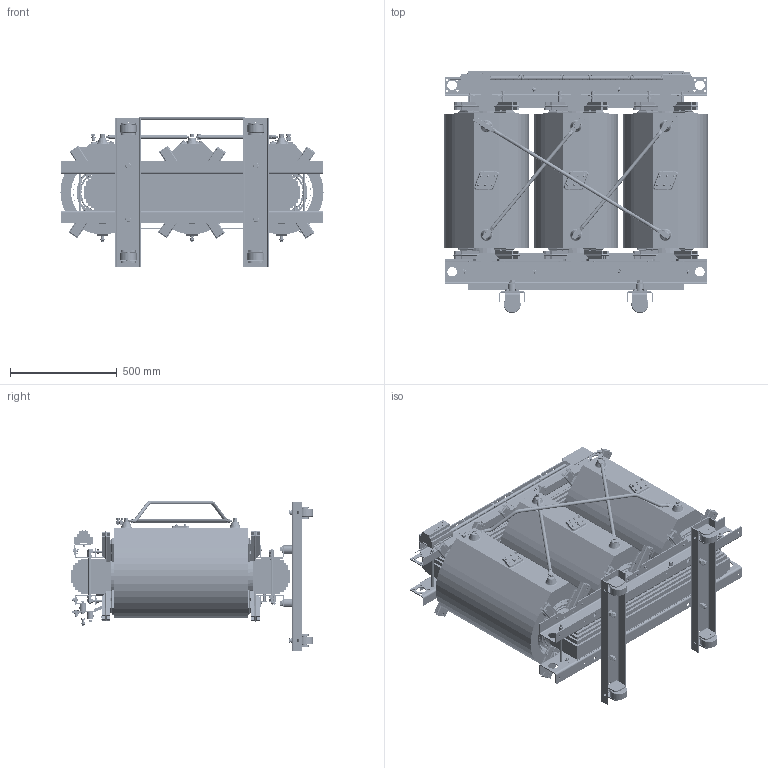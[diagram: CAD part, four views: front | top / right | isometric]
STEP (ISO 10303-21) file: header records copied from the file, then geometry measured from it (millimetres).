
FILE_DESCRIPTION (( 'STEP AP214' ), '1' );
FILE_NAME ('ﾒﾋﾑ-250 ﾄ.Y (ﾀ) Uk=4%.STEP', '2023-06-08T05:49:36', ( '' ), ( '' ), 'SwSTEP 2.0', 'SolidWorks 2010', '' );
FILE_SCHEMA (( 'AUTOMOTIVE_DESIGN' ));
Length unit declared in the file: millimetre
Products named in the file (1): ﾒﾋﾑ-250 ﾄ.Y (ﾀ) Uk=4%
Bounding box: 1235 x 1135.96 x 705.5 mm (x, y, z)
Surface area: 18985379.3 mm2 (no closed solid volume)
Topology: 0 solids, 960 shells, 5569 faces, 42713 edges, 37259 vertices
Faces by surface type: plane 3491, cylinder 1646, cone 257, torus 70, bspline 66, sphere 39
Entity records: 467382 total; most frequent: CARTESIAN_POINT 103903, DIRECTION 57176, ORIENTED_EDGE 51462, EDGE_CURVE 42712, VERTEX_POINT 37259, VECTOR 35506, LINE 35506, AXIS2_PLACEMENT_3D 10835
